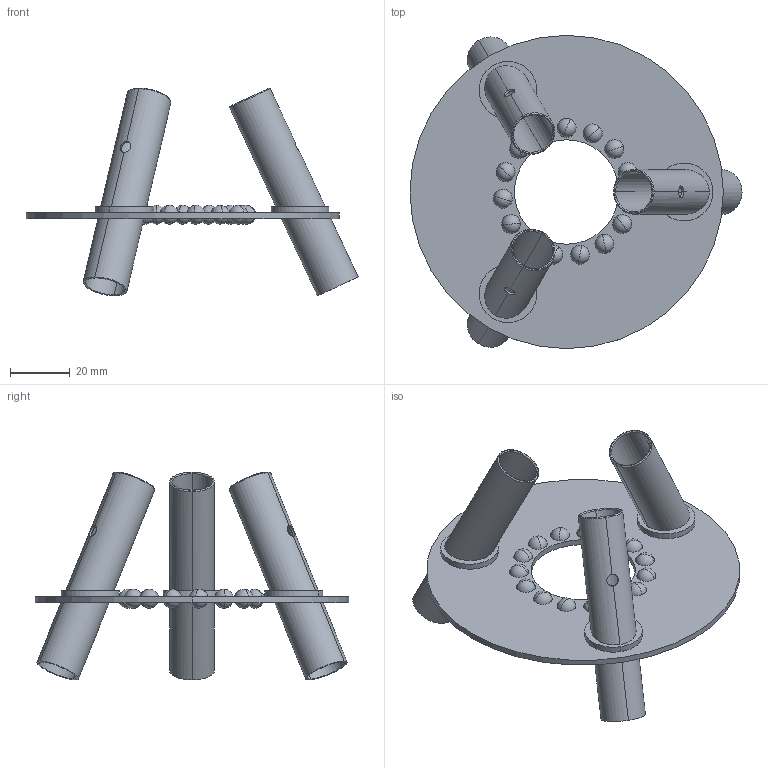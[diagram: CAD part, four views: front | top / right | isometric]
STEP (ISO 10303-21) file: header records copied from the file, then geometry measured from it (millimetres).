
FILE_DESCRIPTION (( 'STEP AP203' ), '1' );
FILE_NAME ('Pen Disk_Default_sldprt.STEP', '2021-08-01T07:34:53', ( '' ), ( '' ), 'SwSTEP 2.0', 'SolidWorks 2018', '' );
FILE_SCHEMA (( 'CONFIG_CONTROL_DESIGN' ));
Length unit declared in the file: millimetre
Products named in the file (1): Pen Disk_Default_sldprt
Bounding box: 111.28 x 105 x 69.66 mm (x, y, z)
Volume: 22895 mm3; surface area: 36526.6 mm2
Topology: 19 solids, 19 shells, 126 faces, 345 edges, 227 vertices
Faces by surface type: cylinder 70, sphere 30, plane 14, torus 12
Entity records: 3965 total; most frequent: CARTESIAN_POINT 999, DIRECTION 646, ORIENTED_EDGE 540, AXIS2_PLACEMENT_3D 285, EDGE_CURVE 270, VERTEX_POINT 182, EDGE_LOOP 176, CIRCLE 158
